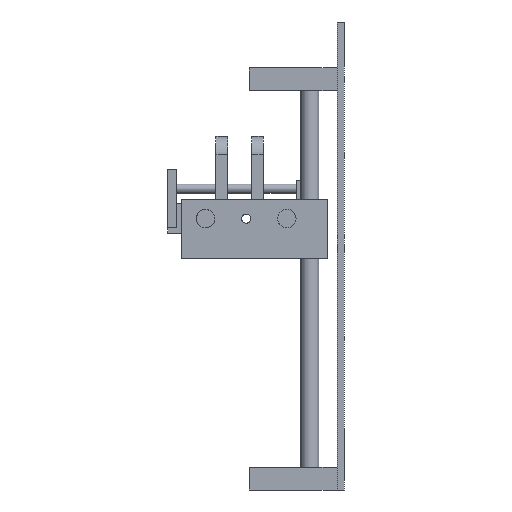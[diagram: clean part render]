
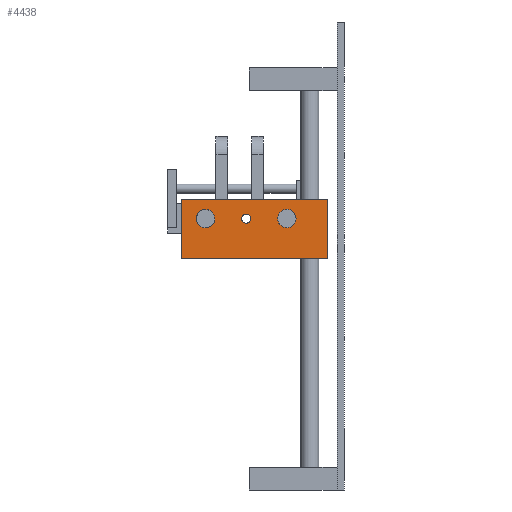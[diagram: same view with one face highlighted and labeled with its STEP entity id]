
A CAD part, left-side view. The second image highlights one B-rep face of the part: STEP entity #4438.
In plain terms, the highlighted face is planar.
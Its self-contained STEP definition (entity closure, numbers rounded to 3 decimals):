
#150 = ORIENTED_EDGE ( 'NONE', *, *, #5476, .F. ) ;
#240 = AXIS2_PLACEMENT_3D ( 'NONE', #3371, #3901, #5167 ) ;
#301 = ORIENTED_EDGE ( 'NONE', *, *, #6044, .F. ) ;
#319 = PLANE ( 'NONE',  #240 ) ;
#431 = CARTESIAN_POINT ( 'NONE',  ( 11.35, 133.375, 20.5 ) ) ;
#433 = DIRECTION ( 'NONE',  ( 1., 0., 0. ) ) ;
#540 = DIRECTION ( 'NONE',  ( 0., 0., 1. ) ) ;
#604 = CARTESIAN_POINT ( 'NONE',  ( 6.35, 89.025, 20.5 ) ) ;
#651 = CARTESIAN_POINT ( 'NONE',  ( 1.35, 133.375, 20.5 ) ) ;
#952 = VERTEX_POINT ( 'NONE', #604 ) ;
#1095 = AXIS2_PLACEMENT_3D ( 'NONE', #431, #4651, #2781 ) ;
#1206 = EDGE_CURVE ( 'NONE', #5477, #5573, #2542, .T. ) ;
#1440 = CIRCLE ( 'NONE', #6578, 10. ) ;
#1516 = ORIENTED_EDGE ( 'NONE', *, *, #5166, .T. ) ;
#1540 = LINE ( 'NONE', #7533, #6976 ) ;
#1770 = CARTESIAN_POINT ( 'NONE',  ( 16.35, 89.025, 20.5 ) ) ;
#2193 = VERTEX_POINT ( 'NONE', #2666 ) ;
#2203 = CARTESIAN_POINT ( 'NONE',  ( -32.5, 160., 20.5 ) ) ;
#2210 = EDGE_CURVE ( 'NONE', #5573, #5527, #4242, .T. ) ;
#2286 = ORIENTED_EDGE ( 'NONE', *, *, #5279, .F. ) ;
#2542 = LINE ( 'NONE', #7776, #4452 ) ;
#2628 = VECTOR ( 'NONE', #5771, 1000. ) ;
#2662 = VERTEX_POINT ( 'NONE', #651 ) ;
#2666 = CARTESIAN_POINT ( 'NONE',  ( 21.35, 133.375, 20.5 ) ) ;
#2781 = DIRECTION ( 'NONE',  ( 1., 0., 0. ) ) ;
#2804 = CARTESIAN_POINT ( 'NONE',  ( 11.35, 44.675, 20.5 ) ) ;
#2874 = FACE_BOUND ( 'NONE', #7460, .T. ) ;
#2951 = VECTOR ( 'NONE', #3421, 1000. ) ;
#2967 = DIRECTION ( 'NONE',  ( 1., 0., 0. ) ) ;
#3001 = CARTESIAN_POINT ( 'NONE',  ( 11.35, 133.375, 20.5 ) ) ;
#3226 = EDGE_CURVE ( 'NONE', #4029, #952, #7575, .T. ) ;
#3371 = CARTESIAN_POINT ( 'NONE',  ( -32.5, 160., 20.5 ) ) ;
#3398 = CARTESIAN_POINT ( 'NONE',  ( 32.5, 160., 20.5 ) ) ;
#3421 = DIRECTION ( 'NONE',  ( 0., -1., 0. ) ) ;
#3552 = EDGE_CURVE ( 'NONE', #3566, #4085, #5667, .T. ) ;
#3566 = VERTEX_POINT ( 'NONE', #3793 ) ;
#3580 = CARTESIAN_POINT ( 'NONE',  ( 11.35, 89.025, 20.5 ) ) ;
#3793 = CARTESIAN_POINT ( 'NONE',  ( 21.35, 44.675, 20.5 ) ) ;
#3874 = DIRECTION ( 'NONE',  ( 1., 0., 0. ) ) ;
#3879 = DIRECTION ( 'NONE',  ( 1., 0., 0. ) ) ;
#3901 = DIRECTION ( 'NONE',  ( 0., 0., -1. ) ) ;
#3915 = FACE_BOUND ( 'NONE', #5436, .T. ) ;
#3992 = DIRECTION ( 'NONE',  ( 0., 0., 1. ) ) ;
#4029 = VERTEX_POINT ( 'NONE', #1770 ) ;
#4085 = VERTEX_POINT ( 'NONE', #6221 ) ;
#4114 = DIRECTION ( 'NONE',  ( 1., 0., 0. ) ) ;
#4242 = LINE ( 'NONE', #5743, #2628 ) ;
#4385 = CIRCLE ( 'NONE', #1095, 10. ) ;
#4438 = ADVANCED_FACE ( 'NONE', ( #2874, #3915, #6988, #5766 ), #319, .F. ) ;
#4452 = VECTOR ( 'NONE', #4114, 1000. ) ;
#4505 = DIRECTION ( 'NONE',  ( 0., 0., 1. ) ) ;
#4514 = AXIS2_PLACEMENT_3D ( 'NONE', #6232, #5632, #6858 ) ;
#4651 = DIRECTION ( 'NONE',  ( 0., 0., 1. ) ) ;
#4705 = ORIENTED_EDGE ( 'NONE', *, *, #6019, .T. ) ;
#4723 = ORIENTED_EDGE ( 'NONE', *, *, #3552, .F. ) ;
#5040 = CIRCLE ( 'NONE', #5971, 10. ) ;
#5166 = EDGE_CURVE ( 'NONE', #7494, #5527, #1540, .T. ) ;
#5167 = DIRECTION ( 'NONE',  ( -1., 0., 0. ) ) ;
#5279 = EDGE_CURVE ( 'NONE', #2193, #2662, #4385, .T. ) ;
#5376 = ORIENTED_EDGE ( 'NONE', *, *, #3226, .F. ) ;
#5436 = EDGE_LOOP ( 'NONE', ( #5376, #5579 ) ) ;
#5476 = EDGE_CURVE ( 'NONE', #2662, #2193, #1440, .T. ) ;
#5477 = VERTEX_POINT ( 'NONE', #2203 ) ;
#5527 = VERTEX_POINT ( 'NONE', #7021 ) ;
#5550 = AXIS2_PLACEMENT_3D ( 'NONE', #6427, #3992, #7641 ) ;
#5573 = VERTEX_POINT ( 'NONE', #3398 ) ;
#5579 = ORIENTED_EDGE ( 'NONE', *, *, #5603, .F. ) ;
#5603 = EDGE_CURVE ( 'NONE', #952, #4029, #6966, .T. ) ;
#5632 = DIRECTION ( 'NONE',  ( 0., 0., 1. ) ) ;
#5667 = CIRCLE ( 'NONE', #4514, 10. ) ;
#5743 = CARTESIAN_POINT ( 'NONE',  ( 32.5, 160., 20.5 ) ) ;
#5747 = CARTESIAN_POINT ( 'NONE',  ( -32.5, 160., 20.5 ) ) ;
#5766 = FACE_OUTER_BOUND ( 'NONE', #7376, .T. ) ;
#5771 = DIRECTION ( 'NONE',  ( 0., -1., 0. ) ) ;
#5971 = AXIS2_PLACEMENT_3D ( 'NONE', #2804, #4505, #3874 ) ;
#6019 = EDGE_CURVE ( 'NONE', #5477, #7494, #7537, .T. ) ;
#6044 = EDGE_CURVE ( 'NONE', #4085, #3566, #5040, .T. ) ;
#6221 = CARTESIAN_POINT ( 'NONE',  ( 1.35, 44.675, 20.5 ) ) ;
#6232 = CARTESIAN_POINT ( 'NONE',  ( 11.35, 44.675, 20.5 ) ) ;
#6427 = CARTESIAN_POINT ( 'NONE',  ( 11.35, 89.025, 20.5 ) ) ;
#6430 = ORIENTED_EDGE ( 'NONE', *, *, #2210, .F. ) ;
#6530 = DIRECTION ( 'NONE',  ( 0., 0., 1. ) ) ;
#6578 = AXIS2_PLACEMENT_3D ( 'NONE', #3001, #6530, #433 ) ;
#6809 = EDGE_LOOP ( 'NONE', ( #4723, #301 ) ) ;
#6858 = DIRECTION ( 'NONE',  ( 1., 0., 0. ) ) ;
#6966 = CIRCLE ( 'NONE', #5550, 5. ) ;
#6976 = VECTOR ( 'NONE', #3879, 1000. ) ;
#6988 = FACE_BOUND ( 'NONE', #6809, .T. ) ;
#7021 = CARTESIAN_POINT ( 'NONE',  ( 32.5, 0., 20.5 ) ) ;
#7057 = ORIENTED_EDGE ( 'NONE', *, *, #1206, .F. ) ;
#7376 = EDGE_LOOP ( 'NONE', ( #1516, #6430, #7057, #4705 ) ) ;
#7460 = EDGE_LOOP ( 'NONE', ( #2286, #150 ) ) ;
#7494 = VERTEX_POINT ( 'NONE', #7882 ) ;
#7533 = CARTESIAN_POINT ( 'NONE',  ( -32.5, 0., 20.5 ) ) ;
#7537 = LINE ( 'NONE', #5747, #2951 ) ;
#7575 = CIRCLE ( 'NONE', #7867, 5. ) ;
#7641 = DIRECTION ( 'NONE',  ( 1., 0., 0. ) ) ;
#7776 = CARTESIAN_POINT ( 'NONE',  ( -32.5, 160., 20.5 ) ) ;
#7867 = AXIS2_PLACEMENT_3D ( 'NONE', #3580, #540, #2967 ) ;
#7882 = CARTESIAN_POINT ( 'NONE',  ( -32.5, 0., 20.5 ) ) ;
